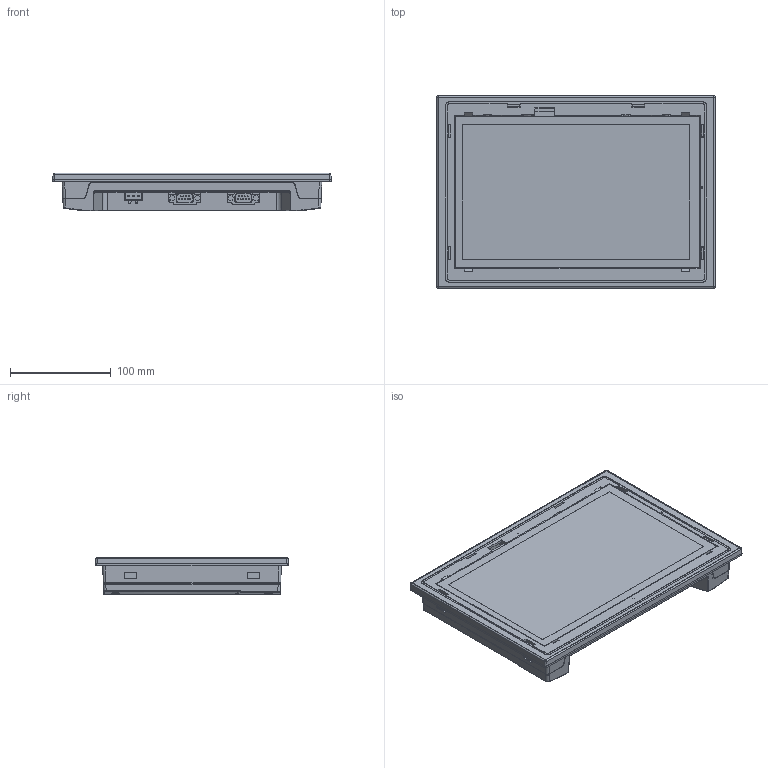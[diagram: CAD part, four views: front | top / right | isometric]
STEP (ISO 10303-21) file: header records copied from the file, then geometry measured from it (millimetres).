
FILE_DESCRIPTION(('CATIA V5 STEP Exchange'),'2;1');
FILE_NAME('TS3-1000.stp','2022-08-15T06:52:27+00:00',('none'),('none'),'CATIA Version 5 Release 20 GA (IN-10)','CATIA V5 STEP AP203','none');
FILE_SCHEMA(('CONFIG_CONTROL_DESIGN'));
Products named in the file (1): 产品5_AllCATPart
Bounding box: 277 x 191.68 x 37.75 mm (x, y, z)
Volume: 1216625.2 mm3; surface area: 344979.8 mm2
Topology: 1 solids, 25 shells, 5872 faces, 16967 edges, 11307 vertices
Faces by surface type: plane 4397, cone 665, cylinder 608, bspline 182, torus 10, sphere 10
Entity records: 202102 total; most frequent: CARTESIAN_POINT 55297, ORIENTED_EDGE 33922, DIRECTION 24723, EDGE_CURVE 16961, VECTOR 12893, LINE 12893, VERTEX_POINT 11307, AXIS2_PLACEMENT_3D 6479
